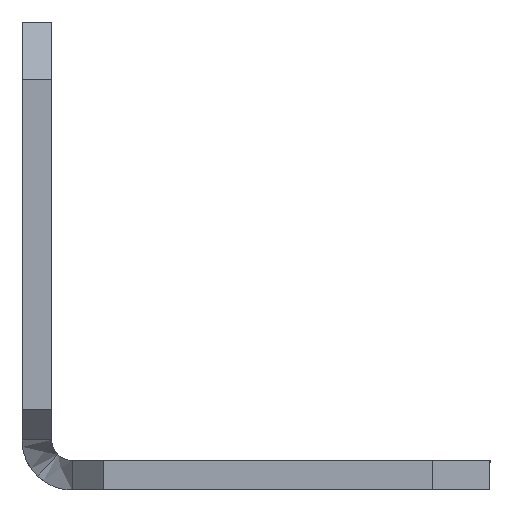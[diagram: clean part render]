
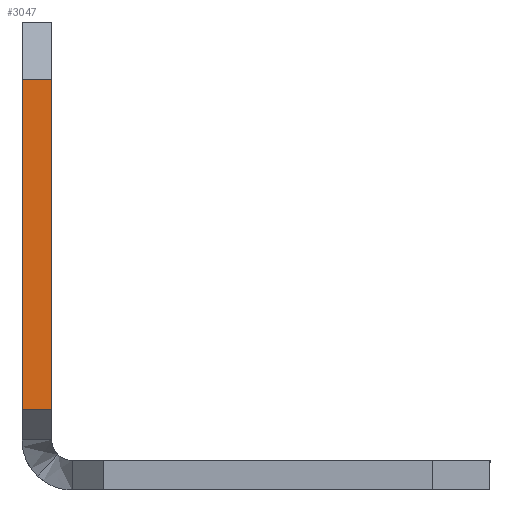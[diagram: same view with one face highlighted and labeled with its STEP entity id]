
A CAD part, left-side view. The second image highlights one B-rep face of the part: STEP entity #3047.
In plain terms, the highlighted planar face has unit normal (-1, 0, 0).
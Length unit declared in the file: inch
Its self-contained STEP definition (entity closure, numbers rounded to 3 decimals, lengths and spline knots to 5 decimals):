
#3005 = EDGE_LOOP ( 'NONE', ( #3103, #3104, #3107, #3110 ) ) ;
#3047 = ADVANCED_FACE ( 'NONE', ( #9021 ), #9020, .F. ) ;
#3103 = ORIENTED_EDGE ( 'NONE', *, *, #3125, .F. ) ;
#3104 = ORIENTED_EDGE ( 'NONE', *, *, #3105, .F. ) ;
#3105 = EDGE_CURVE ( 'NONE', #3106, #3123, #9174, .T. ) ;
#3106 = VERTEX_POINT ( 'NONE', #9170 ) ;
#3107 = ORIENTED_EDGE ( 'NONE', *, *, #3108, .T. ) ;
#3108 = EDGE_CURVE ( 'NONE', #3106, #3109, #9169, .T. ) ;
#3109 = VERTEX_POINT ( 'NONE', #9165 ) ;
#3110 = ORIENTED_EDGE ( 'NONE', *, *, #3111, .T. ) ;
#3111 = EDGE_CURVE ( 'NONE', #3109, #3126, #9164, .T. ) ;
#3123 = VERTEX_POINT ( 'NONE', #9200 ) ;
#3125 = EDGE_CURVE ( 'NONE', #3123, #3126, #9199, .T. ) ;
#3126 = VERTEX_POINT ( 'NONE', #9195 ) ;
#9016 = DIRECTION ( 'NONE',  ( 0., 0., -1. ) ) ;
#9017 = DIRECTION ( 'NONE',  ( 1., 0., 0. ) ) ;
#9018 = CARTESIAN_POINT ( 'NONE',  ( -10.30249, 0.046, -2.76768 ) ) ;
#9019 = AXIS2_PLACEMENT_3D ( 'NONE', #9018, #9017, #9016 ) ;
#9020 = PLANE ( 'NONE',  #9019 ) ;
#9021 = FACE_OUTER_BOUND ( 'NONE', #3005, .T. ) ;
#9161 = DIRECTION ( 'NONE',  ( 0., 0., 1. ) ) ;
#9162 = VECTOR ( 'NONE', #9161, 39.37008 ) ;
#9163 = CARTESIAN_POINT ( 'NONE',  ( -10.30249, 0., -2.76768 ) ) ;
#9164 = LINE ( 'NONE', #9163, #9162 ) ;
#9165 = CARTESIAN_POINT ( 'NONE',  ( -10.30249, 0., -2.72076 ) ) ;
#9166 = DIRECTION ( 'NONE',  ( 0., -1., 0. ) ) ;
#9167 = VECTOR ( 'NONE', #9166, 39.37008 ) ;
#9168 = CARTESIAN_POINT ( 'NONE',  ( -10.30249, 0.046, -2.72076 ) ) ;
#9169 = LINE ( 'NONE', #9168, #9167 ) ;
#9170 = CARTESIAN_POINT ( 'NONE',  ( -10.30249, 0.046, -2.72076 ) ) ;
#9171 = DIRECTION ( 'NONE',  ( 0., 0., 1. ) ) ;
#9172 = VECTOR ( 'NONE', #9171, 39.37008 ) ;
#9173 = CARTESIAN_POINT ( 'NONE',  ( -10.30249, 0.046, -2.76768 ) ) ;
#9174 = LINE ( 'NONE', #9173, #9172 ) ;
#9195 = CARTESIAN_POINT ( 'NONE',  ( -10.30249, 0., -2.20678 ) ) ;
#9196 = DIRECTION ( 'NONE',  ( 0., -1., 0. ) ) ;
#9197 = VECTOR ( 'NONE', #9196, 39.37008 ) ;
#9198 = CARTESIAN_POINT ( 'NONE',  ( -10.30249, 0.046, -2.20678 ) ) ;
#9199 = LINE ( 'NONE', #9198, #9197 ) ;
#9200 = CARTESIAN_POINT ( 'NONE',  ( -10.30249, 0.046, -2.20678 ) ) ;
